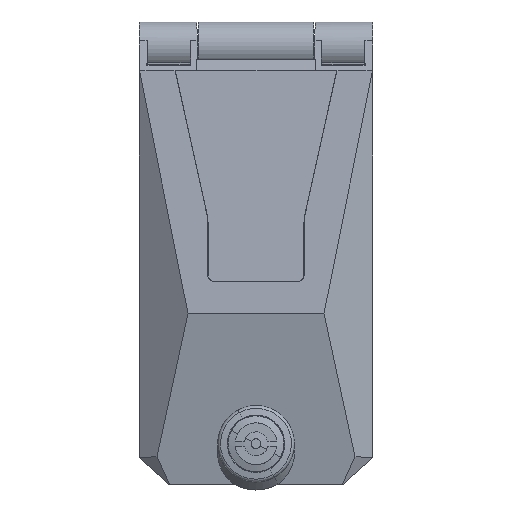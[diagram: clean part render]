
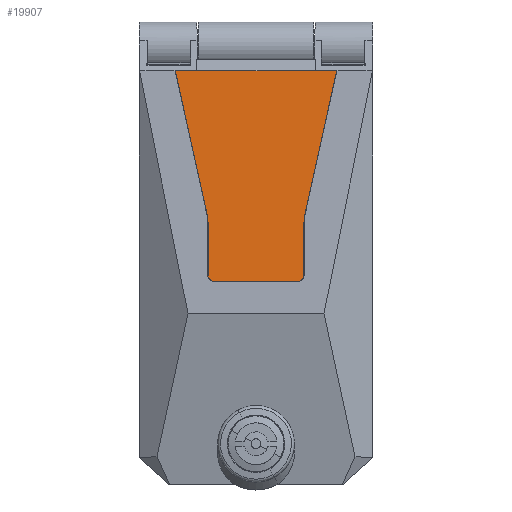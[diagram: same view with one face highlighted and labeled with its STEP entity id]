
A CAD part, top view. The second image highlights one B-rep face of the part: STEP entity #19907.
In plain terms, the highlighted planar face has unit normal (0, 0.052, 0.999).
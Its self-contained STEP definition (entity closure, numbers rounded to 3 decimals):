
#19883=AXIS2_PLACEMENT_3D('Plane Axis2P3D',#19880,#19881,#19882) ;
#17740=CARTESIAN_POINT('Vertex',(56.601,120.093,51.651)) ;
#17759=CARTESIAN_POINT('Vertex',(10.299,120.093,51.651)) ;
#17762=CARTESIAN_POINT('Line Origine',(33.45,120.093,51.651)) ;
#19126=CARTESIAN_POINT('Vertex',(47.437,78.814,53.815)) ;
#19130=CARTESIAN_POINT('Control Point',(47.437,78.814,53.815)) ;
#19131=CARTESIAN_POINT('Control Point',(47.343,78.388,53.837)) ;
#19132=CARTESIAN_POINT('Control Point',(47.271,77.958,53.86)) ;
#19133=CARTESIAN_POINT('Control Point',(47.224,77.524,53.882)) ;
#19134=CARTESIAN_POINT('Control Point',(47.2,77.088,53.905)) ;
#19135=CARTESIAN_POINT('Control Point',(47.2,76.652,53.928)) ;
#19136=CARTESIAN_POINT('Vertex',(47.2,76.652,53.928)) ;
#19155=CARTESIAN_POINT('Line Origine',(47.2,69.136,54.322)) ;
#19159=CARTESIAN_POINT('Vertex',(47.2,61.673,54.713)) ;
#19212=CARTESIAN_POINT('Control Point',(45.2,59.675,54.818)) ;
#19213=CARTESIAN_POINT('Control Point',(45.388,59.675,54.818)) ;
#19214=CARTESIAN_POINT('Control Point',(45.577,59.698,54.817)) ;
#19215=CARTESIAN_POINT('Control Point',(45.762,59.742,54.814)) ;
#19216=CARTESIAN_POINT('Control Point',(46.118,59.873,54.807)) ;
#19217=CARTESIAN_POINT('Control Point',(46.434,60.084,54.796)) ;
#19218=CARTESIAN_POINT('Control Point',(46.578,60.207,54.79)) ;
#19219=CARTESIAN_POINT('Control Point',(46.836,60.486,54.775)) ;
#19220=CARTESIAN_POINT('Control Point',(47.022,60.816,54.758)) ;
#19221=CARTESIAN_POINT('Control Point',(47.094,60.992,54.749)) ;
#19222=CARTESIAN_POINT('Control Point',(47.163,61.235,54.736)) ;
#19223=CARTESIAN_POINT('Control Point',(47.193,61.485,54.723)) ;
#19224=CARTESIAN_POINT('Control Point',(47.198,61.547,54.72)) ;
#19225=CARTESIAN_POINT('Control Point',(47.2,61.61,54.716)) ;
#19226=CARTESIAN_POINT('Control Point',(47.2,61.673,54.713)) ;
#19227=CARTESIAN_POINT('Vertex',(45.2,59.675,54.818)) ;
#19263=CARTESIAN_POINT('Line Origine',(33.45,59.675,54.818)) ;
#19267=CARTESIAN_POINT('Vertex',(21.7,59.675,54.818)) ;
#19314=CARTESIAN_POINT('Control Point',(19.7,61.673,54.713)) ;
#19315=CARTESIAN_POINT('Control Point',(19.7,61.484,54.723)) ;
#19316=CARTESIAN_POINT('Control Point',(19.722,61.296,54.733)) ;
#19317=CARTESIAN_POINT('Control Point',(19.767,61.111,54.742)) ;
#19318=CARTESIAN_POINT('Control Point',(19.898,60.756,54.761)) ;
#19319=CARTESIAN_POINT('Control Point',(20.109,60.441,54.778)) ;
#19320=CARTESIAN_POINT('Control Point',(20.232,60.296,54.785)) ;
#19321=CARTESIAN_POINT('Control Point',(20.511,60.039,54.799)) ;
#19322=CARTESIAN_POINT('Control Point',(20.842,59.854,54.808)) ;
#19323=CARTESIAN_POINT('Control Point',(21.018,59.781,54.812)) ;
#19324=CARTESIAN_POINT('Control Point',(21.262,59.712,54.816)) ;
#19325=CARTESIAN_POINT('Control Point',(21.512,59.683,54.817)) ;
#19326=CARTESIAN_POINT('Control Point',(21.574,59.678,54.818)) ;
#19327=CARTESIAN_POINT('Control Point',(21.637,59.675,54.818)) ;
#19328=CARTESIAN_POINT('Control Point',(21.7,59.675,54.818)) ;
#19329=CARTESIAN_POINT('Vertex',(19.7,61.673,54.713)) ;
#19365=CARTESIAN_POINT('Line Origine',(19.7,69.136,54.322)) ;
#19369=CARTESIAN_POINT('Vertex',(19.7,76.652,53.928)) ;
#19405=CARTESIAN_POINT('Control Point',(19.7,76.652,53.928)) ;
#19406=CARTESIAN_POINT('Control Point',(19.7,77.088,53.905)) ;
#19407=CARTESIAN_POINT('Control Point',(19.676,77.524,53.882)) ;
#19408=CARTESIAN_POINT('Control Point',(19.629,77.958,53.86)) ;
#19409=CARTESIAN_POINT('Control Point',(19.557,78.388,53.837)) ;
#19410=CARTESIAN_POINT('Control Point',(19.463,78.814,53.815)) ;
#19411=CARTESIAN_POINT('Vertex',(19.463,78.814,53.815)) ;
#19880=CARTESIAN_POINT('Axis2P3D Location',(33.45,69.324,54.312)) ;
#19885=CARTESIAN_POINT('Line Origine',(52.019,99.453,52.733)) ;
#19890=CARTESIAN_POINT('Line Origine',(14.881,99.453,52.733)) ;
#17763=DIRECTION('Vector Direction',(-1.,0.,0.)) ;
#19156=DIRECTION('Vector Direction',(0.,0.999,-0.052)) ;
#19264=DIRECTION('Vector Direction',(-1.,0.,0.)) ;
#19366=DIRECTION('Vector Direction',(0.,0.999,-0.052)) ;
#19881=DIRECTION('Axis2P3D Direction',(0.,0.052,0.999)) ;
#19882=DIRECTION('Axis2P3D XDirection',(-1.,0.,0.)) ;
#19886=DIRECTION('Vector Direction',(0.216,0.975,-0.051)) ;
#19891=DIRECTION('Vector Direction',(-0.216,0.975,-0.051)) ;
#17764=VECTOR('Line Direction',#17763,1.) ;
#19157=VECTOR('Line Direction',#19156,1.) ;
#19265=VECTOR('Line Direction',#19264,1.) ;
#19367=VECTOR('Line Direction',#19366,1.) ;
#19887=VECTOR('Line Direction',#19886,1.) ;
#19892=VECTOR('Line Direction',#19891,1.) ;
#19896=ORIENTED_EDGE('',*,*,#19229,.F.) ;
#19897=ORIENTED_EDGE('',*,*,#19161,.F.) ;
#19898=ORIENTED_EDGE('',*,*,#19138,.F.) ;
#19899=ORIENTED_EDGE('',*,*,#19889,.F.) ;
#19900=ORIENTED_EDGE('',*,*,#17766,.T.) ;
#19901=ORIENTED_EDGE('',*,*,#19894,.F.) ;
#19902=ORIENTED_EDGE('',*,*,#19413,.F.) ;
#19903=ORIENTED_EDGE('',*,*,#19371,.F.) ;
#19904=ORIENTED_EDGE('',*,*,#19331,.F.) ;
#19905=ORIENTED_EDGE('',*,*,#19269,.F.) ;
#19907=ADVANCED_FACE('Hauptk\X2\00F6\X0\rper',(#19906),#19884,.T.) ;
#19129=B_SPLINE_CURVE_WITH_KNOTS('',5,(#19130,#19131,#19132,#19133,#19134,#19135),.UNSPECIFIED.,.F.,.U.,(6,6),(0.,2.182),.UNSPECIFIED.) ;
#19211=B_SPLINE_CURVE_WITH_KNOTS('',5,(#19212,#19213,#19214,#19215,#19216,#19217,#19218,#19219,#19220,#19221,#19222,#19223,#19224,#19225,#19226),.UNSPECIFIED.,.F.,.U.,(6,3,3,3,6),(0.,0.942,1.885,2.827,3.142),.UNSPECIFIED.) ;
#19313=B_SPLINE_CURVE_WITH_KNOTS('',5,(#19314,#19315,#19316,#19317,#19318,#19319,#19320,#19321,#19322,#19323,#19324,#19325,#19326,#19327,#19328),.UNSPECIFIED.,.F.,.U.,(6,3,3,3,6),(0.,0.942,1.885,2.827,3.142),.UNSPECIFIED.) ;
#19404=B_SPLINE_CURVE_WITH_KNOTS('',5,(#19405,#19406,#19407,#19408,#19409,#19410),.UNSPECIFIED.,.F.,.U.,(6,6),(0.,2.182),.UNSPECIFIED.) ;
#17766=EDGE_CURVE('',#17741,#17760,#17765,.T.) ;
#19138=EDGE_CURVE('',#19127,#19137,#19129,.T.) ;
#19161=EDGE_CURVE('',#19137,#19160,#19158,.F.) ;
#19229=EDGE_CURVE('',#19160,#19228,#19211,.F.) ;
#19269=EDGE_CURVE('',#19228,#19268,#19266,.T.) ;
#19331=EDGE_CURVE('',#19268,#19330,#19313,.F.) ;
#19371=EDGE_CURVE('',#19330,#19370,#19368,.T.) ;
#19413=EDGE_CURVE('',#19370,#19412,#19404,.T.) ;
#19889=EDGE_CURVE('',#17741,#19127,#19888,.F.) ;
#19894=EDGE_CURVE('',#19412,#17760,#19893,.T.) ;
#19895=EDGE_LOOP('',(#19896,#19897,#19898,#19899,#19900,#19901,#19902,#19903,#19904,#19905)) ;
#19906=FACE_OUTER_BOUND('',#19895,.T.) ;
#17765=LINE('Line',#17762,#17764) ;
#19158=LINE('Line',#19155,#19157) ;
#19266=LINE('Line',#19263,#19265) ;
#19368=LINE('Line',#19365,#19367) ;
#19888=LINE('Line',#19885,#19887) ;
#19893=LINE('Line',#19890,#19892) ;
#19884=PLANE('',#19883) ;
#17741=VERTEX_POINT('',#17740) ;
#17760=VERTEX_POINT('',#17759) ;
#19127=VERTEX_POINT('',#19126) ;
#19137=VERTEX_POINT('',#19136) ;
#19160=VERTEX_POINT('',#19159) ;
#19228=VERTEX_POINT('',#19227) ;
#19268=VERTEX_POINT('',#19267) ;
#19330=VERTEX_POINT('',#19329) ;
#19370=VERTEX_POINT('',#19369) ;
#19412=VERTEX_POINT('',#19411) ;
